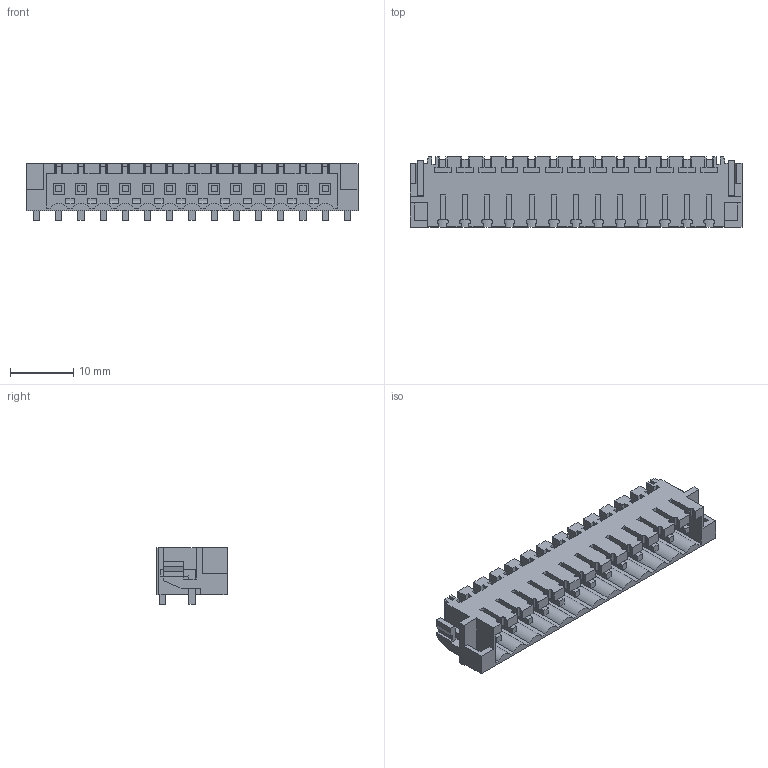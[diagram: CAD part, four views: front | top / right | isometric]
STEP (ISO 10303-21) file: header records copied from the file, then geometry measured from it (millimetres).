
FILE_DESCRIPTION(('CATIA V5 STEP Exchange','CAx-IF Rec.Pracs.--- Model Styling and Organization---1.2---2011-12-15'),'2;1');
FILE_NAME ('D1446209_0_1000680000_1000680000.stp','2018-03-10T07:23:18+00:00',('none'),('Weidmueller'),'CATIA Version 5-6 Release 2014','CATIA V5 STEP AP214','none');
FILE_SCHEMA(('AUTOMOTIVE_DESIGN { 1 0 10303 214 1 1 1 1 }'));
Length unit declared in the file: millimetre
Products named in the file (1): 1000680000
Bounding box: 52.35 x 11.05 x 8.95 mm (x, y, z)
Volume: 1816 mm3; surface area: 4852.5 mm2
Topology: 16 solids, 16 shells, 955 faces, 2916 edges, 2016 vertices
Faces by surface type: plane 890, cylinder 65
Entity records: 29841 total; most frequent: ORIENTED_EDGE 5832, CARTESIAN_POINT 5409, DIRECTION 3850, EDGE_CURVE 2916, VECTOR 2780, LINE 2780, VERTEX_POINT 2016, EDGE_LOOP 1008
